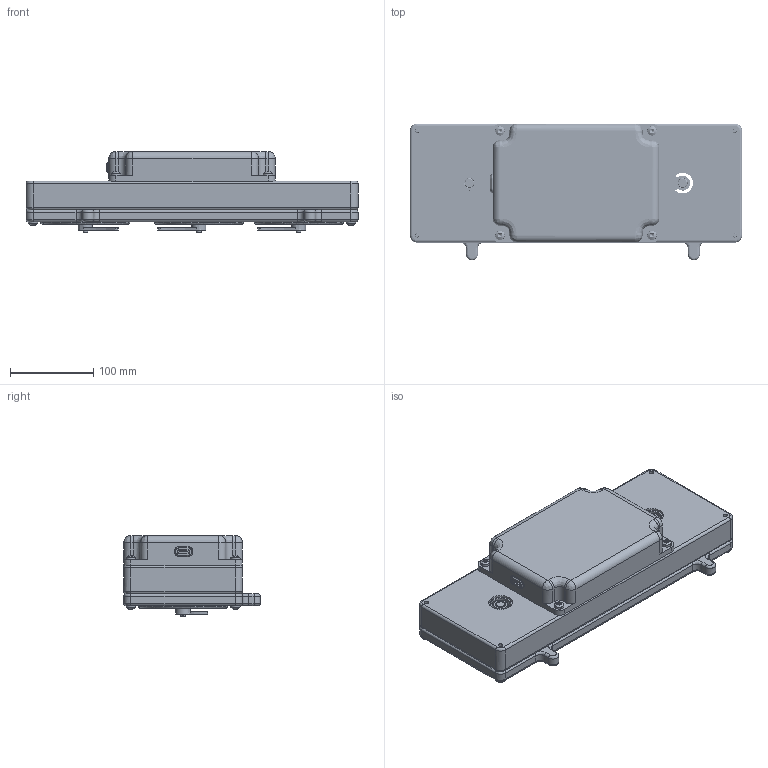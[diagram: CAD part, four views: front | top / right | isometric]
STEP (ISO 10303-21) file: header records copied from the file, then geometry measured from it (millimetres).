
FILE_DESCRIPTION(('FreeCAD Model'),'2;1');
FILE_NAME('Open CASCADE Shape Model','2025-05-29T12:48:42',('FreeCAD'),( 'FreeCAD'),'Open CASCADE STEP processor 7.6','FreeCAD','Unknown');
FILE_SCHEMA(('AUTOMOTIVE_DESIGN { 1 0 10303 214 1 1 1 1 }'));
Products named in the file (1): Open CASCADE STEP translator 7.6 1
Bounding box: 399.27 x 164.27 x 97.14 mm (x, y, z)
Volume: 2149972.2 mm3; surface area: 697092.9 mm2
Topology: 45 solids, 47 shells, 5567 faces, 16715 edges, 11008 vertices
Faces by surface type: bspline 5567
Entity records: 188339 total; most frequent: CARTESIAN_POINT 96746, ORIENTED_EDGE 33374, EDGE_CURVE 16689, VERTEX_POINT 11031, B_SPLINE_CURVE_WITH_KNOTS 9901, FACE_BOUND 6309, EDGE_LOOP 6279, ADVANCED_FACE 5537
